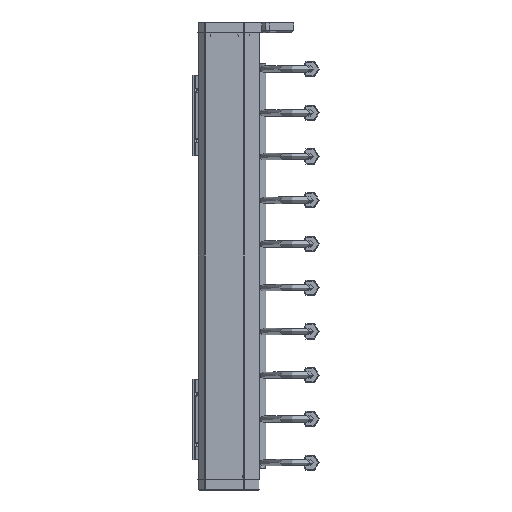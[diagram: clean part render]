
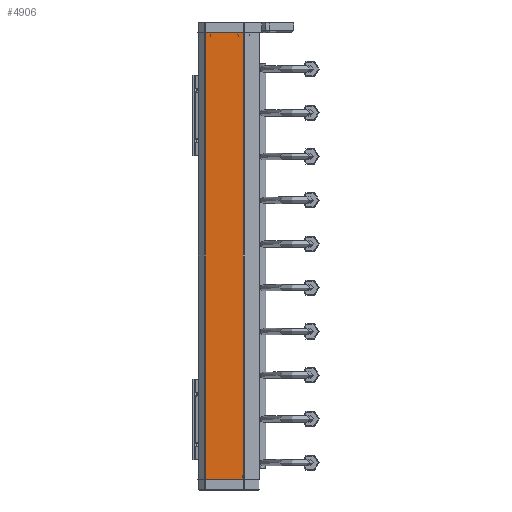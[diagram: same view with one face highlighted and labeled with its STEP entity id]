
A CAD part, left-side view. The second image highlights one B-rep face of the part: STEP entity #4906.
In plain terms, the highlighted planar face has unit normal (-1, 0, 0).
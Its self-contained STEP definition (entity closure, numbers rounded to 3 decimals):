
#1789=LINE('',#76553,#3109);
#1790=LINE('',#76557,#3110);
#1791=LINE('',#76559,#3111);
#1792=LINE('',#76561,#3112);
#3109=VECTOR('',#21529,1.);
#3110=VECTOR('',#21534,1.);
#3111=VECTOR('',#21535,1.);
#3112=VECTOR('',#21536,1.);
#4131=PLANE('',#17502);
#4906=ADVANCED_FACE('',(#6060),#4131,.F.);
#6060=FACE_OUTER_BOUND('',#7042,.T.);
#7042=EDGE_LOOP('',(#11255,#11256,#11257,#11258));
#11255=ORIENTED_EDGE('',*,*,#15515,.T.);
#11256=ORIENTED_EDGE('',*,*,#15516,.F.);
#11257=ORIENTED_EDGE('',*,*,#15517,.F.);
#11258=ORIENTED_EDGE('',*,*,#15513,.T.);
#13372=VERTEX_POINT('',#76552);
#13373=VERTEX_POINT('',#76554);
#13374=VERTEX_POINT('',#76558);
#13375=VERTEX_POINT('',#76560);
#15513=EDGE_CURVE('',#13373,#13372,#1789,.T.);
#15515=EDGE_CURVE('',#13372,#13374,#1790,.T.);
#15516=EDGE_CURVE('',#13375,#13374,#1791,.T.);
#15517=EDGE_CURVE('',#13373,#13375,#1792,.T.);
#17502=AXIS2_PLACEMENT_3D('',#76562,#21537,#21538);
#21529=DIRECTION('',(0.,0.,-1.));
#21534=DIRECTION('',(0.,-1.,0.));
#21535=DIRECTION('',(0.,0.,-1.));
#21536=DIRECTION('',(0.,-1.,0.));
#21537=DIRECTION('',(1.,0.,0.));
#21538=DIRECTION('',(0.,0.,-1.));
#76552=CARTESIAN_POINT('',(1715.56,587.494,503.5));
#76553=CARTESIAN_POINT('',(1715.56,587.494,900.));
#76554=CARTESIAN_POINT('',(1715.56,587.494,911.5));
#76557=CARTESIAN_POINT('',(1715.56,587.494,503.5));
#76558=CARTESIAN_POINT('',(1715.56,552.574,503.5));
#76559=CARTESIAN_POINT('',(1715.56,552.574,900.));
#76560=CARTESIAN_POINT('',(1715.56,552.574,911.5));
#76561=CARTESIAN_POINT('',(1715.56,587.494,911.5));
#76562=CARTESIAN_POINT('',(1715.56,587.494,900.));
